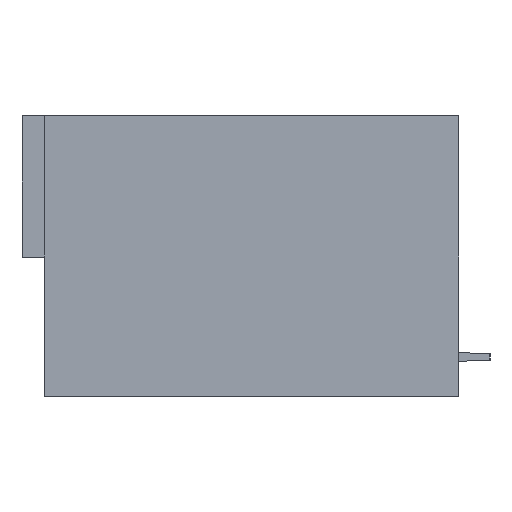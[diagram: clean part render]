
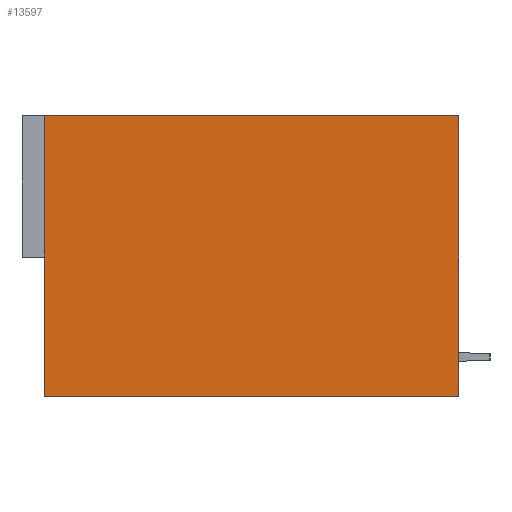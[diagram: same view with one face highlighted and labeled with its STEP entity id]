
A CAD part, left-side view. The second image highlights one B-rep face of the part: STEP entity #13597.
In plain terms, the highlighted planar face has unit normal (-1, 0, 0).
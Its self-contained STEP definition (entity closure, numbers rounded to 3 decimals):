
#4043=DIRECTION('',(0.,0.,1.));
#4044=VECTOR('',#4043,45.);
#4045=CARTESIAN_POINT('',(-52.5,-66.5,-45.));
#4046=LINE('',#4045,#4044);
#5171=DIRECTION('',(0.,-1.,0.));
#5172=VECTOR('',#5171,66.5);
#5173=CARTESIAN_POINT('',(-52.5,0.,-45.));
#5174=LINE('',#5173,#5172);
#5856=DIRECTION('',(0.,-1.,0.));
#5857=VECTOR('',#5856,66.5);
#5858=CARTESIAN_POINT('',(-52.5,0.,0.));
#5859=LINE('',#5858,#5857);
#5863=DIRECTION('',(0.,0.,1.));
#5864=VECTOR('',#5863,45.);
#5865=CARTESIAN_POINT('',(-52.5,0.,-45.));
#5866=LINE('',#5865,#5864);
#10846=CARTESIAN_POINT('',(-52.5,-66.5,-45.));
#10847=VERTEX_POINT('',#10846);
#10848=CARTESIAN_POINT('',(-52.5,-66.5,0.));
#10849=VERTEX_POINT('',#10848);
#11306=CARTESIAN_POINT('',(-52.5,0.,-45.));
#11307=VERTEX_POINT('',#11306);
#11352=CARTESIAN_POINT('',(-52.5,0.,0.));
#11353=VERTEX_POINT('',#11352);
#13586=CARTESIAN_POINT('',(-52.5,0.,0.));
#13587=DIRECTION('',(1.,0.,0.));
#13588=DIRECTION('',(0.,1.,0.));
#13589=AXIS2_PLACEMENT_3D('',#13586,#13587,#13588);
#13590=PLANE('',#13589);
#13591=ORIENTED_EDGE('',*,*,#13194,.T.);
#13592=ORIENTED_EDGE('',*,*,#12494,.F.);
#13593=ORIENTED_EDGE('',*,*,#13076,.F.);
#13594=ORIENTED_EDGE('',*,*,#13566,.T.);
#13595=EDGE_LOOP('',(#13591,#13592,#13593,#13594));
#13596=FACE_OUTER_BOUND('',#13595,.F.);
#12494=EDGE_CURVE('',#10847,#10849,#4046,.T.);
#13076=EDGE_CURVE('',#11307,#10847,#5174,.T.);
#13194=EDGE_CURVE('',#11353,#10849,#5859,.T.);
#13566=EDGE_CURVE('',#11307,#11353,#5866,.T.);
#13597=ADVANCED_FACE('',(#13596),#13590,.F.);
